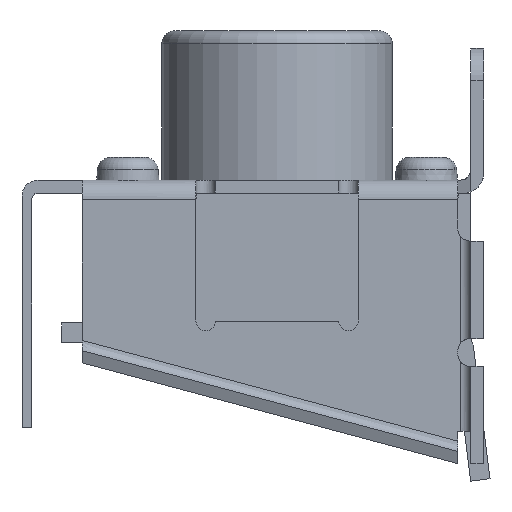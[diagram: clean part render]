
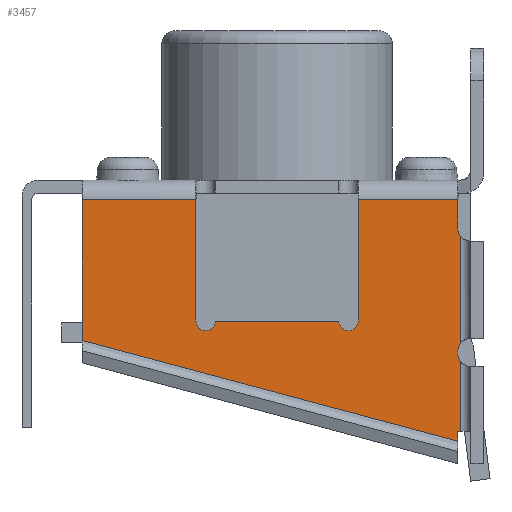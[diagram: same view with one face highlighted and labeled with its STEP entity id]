
A CAD part, left-side view. The second image highlights one B-rep face of the part: STEP entity #3457.
In plain terms, the highlighted planar face has unit normal (-1, 0, 0).
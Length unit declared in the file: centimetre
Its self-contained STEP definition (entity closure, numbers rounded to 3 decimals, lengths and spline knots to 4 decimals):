
#51=PLANE('',#3712);
#211=CIRCLE('',#3713,0.02);
#212=CIRCLE('',#3714,0.02);
#213=CIRCLE('',#3715,0.02);
#214=CIRCLE('',#3716,0.015);
#215=CIRCLE('',#3717,0.015);
#318=FACE_OUTER_BOUND('',#509,.T.);
#509=EDGE_LOOP('',(#2554,#2555,#2556,#2557,#2558,#2559,#2560,#2561,#2562,
#2563,#2564,#2565,#2566,#2567,#2568,#2569,#2570,#2571));
#759=LINE('',#5181,#1138);
#764=LINE('',#5205,#1143);
#801=LINE('',#5331,#1180);
#803=LINE('',#5336,#1182);
#804=LINE('',#5338,#1183);
#805=LINE('',#5340,#1184);
#806=LINE('',#5344,#1185);
#807=LINE('',#5348,#1186);
#808=LINE('',#5352,#1187);
#809=LINE('',#5354,#1188);
#810=LINE('',#5356,#1189);
#811=LINE('',#5360,#1190);
#812=LINE('',#5363,#1191);
#1138=VECTOR('',#4105,1.);
#1143=VECTOR('',#4122,1.);
#1180=VECTOR('',#4213,1.);
#1182=VECTOR('',#4219,1.);
#1183=VECTOR('',#4220,1.);
#1184=VECTOR('',#4221,1.);
#1185=VECTOR('',#4224,1.);
#1186=VECTOR('',#4227,1.);
#1187=VECTOR('',#4230,1.);
#1188=VECTOR('',#4231,1.);
#1189=VECTOR('',#4232,1.);
#1190=VECTOR('',#4235,1.);
#1191=VECTOR('',#4238,1.);
#1537=VERTEX_POINT('',#5178);
#1538=VERTEX_POINT('',#5180);
#1545=VERTEX_POINT('',#5203);
#1583=VERTEX_POINT('',#5330);
#1584=VERTEX_POINT('',#5335);
#1585=VERTEX_POINT('',#5337);
#1586=VERTEX_POINT('',#5339);
#1587=VERTEX_POINT('',#5341);
#1588=VERTEX_POINT('',#5343);
#1589=VERTEX_POINT('',#5345);
#1590=VERTEX_POINT('',#5347);
#1591=VERTEX_POINT('',#5349);
#1592=VERTEX_POINT('',#5351);
#1593=VERTEX_POINT('',#5353);
#1594=VERTEX_POINT('',#5355);
#1595=VERTEX_POINT('',#5357);
#1596=VERTEX_POINT('',#5359);
#1597=VERTEX_POINT('',#5361);
#1893=EDGE_CURVE('',#1537,#1538,#759,.T.);
#1903=EDGE_CURVE('',#1537,#1545,#764,.T.);
#1957=EDGE_CURVE('',#1538,#1583,#801,.T.);
#1960=EDGE_CURVE('',#1545,#1584,#803,.T.);
#1961=EDGE_CURVE('',#1584,#1585,#804,.T.);
#1962=EDGE_CURVE('',#1586,#1585,#805,.T.);
#1963=EDGE_CURVE('',#1586,#1587,#211,.T.);
#1964=EDGE_CURVE('',#1587,#1588,#806,.T.);
#1965=EDGE_CURVE('',#1588,#1589,#212,.T.);
#1966=EDGE_CURVE('',#1590,#1589,#807,.T.);
#1967=EDGE_CURVE('',#1590,#1591,#213,.T.);
#1968=EDGE_CURVE('',#1591,#1592,#808,.T.);
#1969=EDGE_CURVE('',#1593,#1592,#809,.T.);
#1970=EDGE_CURVE('',#1593,#1594,#810,.T.);
#1971=EDGE_CURVE('',#1594,#1595,#214,.T.);
#1972=EDGE_CURVE('',#1595,#1596,#811,.T.);
#1973=EDGE_CURVE('',#1596,#1597,#215,.T.);
#1974=EDGE_CURVE('',#1597,#1583,#812,.T.);
#2554=ORIENTED_EDGE('',*,*,#1957,.F.);
#2555=ORIENTED_EDGE('',*,*,#1893,.F.);
#2556=ORIENTED_EDGE('',*,*,#1903,.T.);
#2557=ORIENTED_EDGE('',*,*,#1960,.T.);
#2558=ORIENTED_EDGE('',*,*,#1961,.T.);
#2559=ORIENTED_EDGE('',*,*,#1962,.F.);
#2560=ORIENTED_EDGE('',*,*,#1963,.T.);
#2561=ORIENTED_EDGE('',*,*,#1964,.T.);
#2562=ORIENTED_EDGE('',*,*,#1965,.T.);
#2563=ORIENTED_EDGE('',*,*,#1966,.F.);
#2564=ORIENTED_EDGE('',*,*,#1967,.T.);
#2565=ORIENTED_EDGE('',*,*,#1968,.T.);
#2566=ORIENTED_EDGE('',*,*,#1969,.F.);
#2567=ORIENTED_EDGE('',*,*,#1970,.T.);
#2568=ORIENTED_EDGE('',*,*,#1971,.T.);
#2569=ORIENTED_EDGE('',*,*,#1972,.T.);
#2570=ORIENTED_EDGE('',*,*,#1973,.T.);
#2571=ORIENTED_EDGE('',*,*,#1974,.T.);
#3457=ADVANCED_FACE('',(#318),#51,.T.);
#3712=AXIS2_PLACEMENT_3D('',#5334,#4217,#4218);
#3713=AXIS2_PLACEMENT_3D('',#5342,#4222,#4223);
#3714=AXIS2_PLACEMENT_3D('',#5346,#4225,#4226);
#3715=AXIS2_PLACEMENT_3D('',#5350,#4228,#4229);
#3716=AXIS2_PLACEMENT_3D('',#5358,#4233,#4234);
#3717=AXIS2_PLACEMENT_3D('',#5362,#4236,#4237);
#4105=DIRECTION('',(0.,0.,1.));
#4122=DIRECTION('',(0.,-0.966,-0.259));
#4213=DIRECTION('',(0.,-1.,0.));
#4217=DIRECTION('center_axis',(-1.,0.,0.));
#4218=DIRECTION('ref_axis',(0.,0.,
1.));
#4219=DIRECTION('',(0.,0.,1.));
#4220=DIRECTION('',(0.,-1.,0.));
#4221=DIRECTION('',(0.,0.,-1.));
#4222=DIRECTION('center_axis',(1.,0.,0.));
#4223=DIRECTION('ref_axis',(0.,0.,
-1.));
#4224=DIRECTION('',(0.,0.,1.));
#4225=DIRECTION('center_axis',(1.,0.,0.));
#4226=DIRECTION('ref_axis',(0.,1.,0.));
#4227=DIRECTION('',(0.,0.,-1.));
#4228=DIRECTION('center_axis',(1.,0.,0.));
#4229=DIRECTION('ref_axis',(0.,0.,
-1.));
#4230=DIRECTION('',(0.,0.,1.));
#4231=DIRECTION('',(0.,-1.,0.));
#4232=DIRECTION('',(0.,0.,-1.));
#4233=DIRECTION('center_axis',(1.,0.,0.));
#4234=DIRECTION('ref_axis',(0.,-1.,0.));
#4235=DIRECTION('',(0.,1.,0.));
#4236=DIRECTION('center_axis',(1.,0.,0.));
#4237=DIRECTION('ref_axis',(0.,-1.,0.));
#4238=DIRECTION('',(0.,0.,1.));
#5178=CARTESIAN_POINT('',(-0.303,0.3,0.023));
#5180=CARTESIAN_POINT('',(-0.303,0.3,0.24));
#5181=CARTESIAN_POINT('',(-0.303,0.3,0.25));
#5203=CARTESIAN_POINT('',(-0.303,-0.278,-0.132));
#5205=CARTESIAN_POINT('',(-0.303,-0.2489,-0.1242));
#5330=CARTESIAN_POINT('',(-0.303,0.125,0.24));
#5331=CARTESIAN_POINT('',(-0.303,-0.1635,0.24));
#5334=CARTESIAN_POINT('Origin',(-0.303,-0.318,0.25));
#5335=CARTESIAN_POINT('',(-0.303,-0.278,-0.117));
#5336=CARTESIAN_POINT('',(-0.303,-0.278,0.0415));
#5337=CARTESIAN_POINT('',(-0.303,-0.283,-0.117));
#5338=CARTESIAN_POINT('',(-0.303,-0.3093,-0.117));
#5339=CARTESIAN_POINT('',(-0.303,-0.283,-0.0102));
#5340=CARTESIAN_POINT('',(-0.303,-0.283,0.079));
#5341=CARTESIAN_POINT('',(-0.303,-0.278,0.003));
#5342=CARTESIAN_POINT('Origin',(-0.303,-0.298,0.003));
#5343=CARTESIAN_POINT('',(-0.303,-0.278,0.006));
#5344=CARTESIAN_POINT('',(-0.303,-0.278,0.128));
#5345=CARTESIAN_POINT('',(-0.303,-0.283,0.0192));
#5346=CARTESIAN_POINT('Origin',(-0.303,-0.298,0.006));
#5347=CARTESIAN_POINT('',(-0.303,-0.283,0.1828));
#5348=CARTESIAN_POINT('',(-0.303,-0.283,0.1755));
#5349=CARTESIAN_POINT('',(-0.303,-0.278,0.196));
#5350=CARTESIAN_POINT('Origin',(-0.303,-0.298,0.196));
#5351=CARTESIAN_POINT('',(-0.303,-0.278,0.24));
#5352=CARTESIAN_POINT('',(-0.303,-0.278,0.25));
#5353=CARTESIAN_POINT('',(-0.303,-0.125,0.24));
#5354=CARTESIAN_POINT('',(-0.303,-0.1635,0.24));
#5355=CARTESIAN_POINT('',(-0.303,-0.125,0.053));
#5356=CARTESIAN_POINT('',(-0.303,-0.125,0.26));
#5357=CARTESIAN_POINT('',(-0.303,-0.095,0.053));
#5358=CARTESIAN_POINT('Origin',(-0.303,-0.11,0.053));
#5359=CARTESIAN_POINT('',(-0.303,0.095,0.053));
#5360=CARTESIAN_POINT('',(-0.303,-0.1115,0.053));
#5361=CARTESIAN_POINT('',(-0.303,0.125,0.053));
#5362=CARTESIAN_POINT('Origin',(-0.303,0.11,0.053));
#5363=CARTESIAN_POINT('',(-0.303,0.125,0.26));
